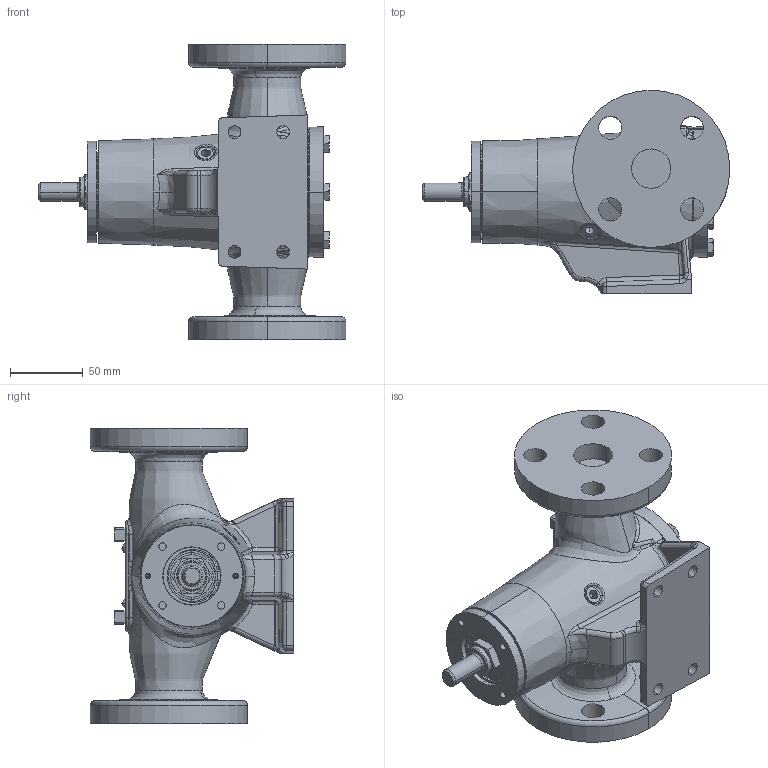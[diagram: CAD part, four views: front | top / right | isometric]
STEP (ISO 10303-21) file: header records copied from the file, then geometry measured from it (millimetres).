
FILE_DESCRIPTION (( 'STEP AP214' ), '1' );
FILE_NAME ('GV-1373.STEP', '2019-05-24T16:31:57', ( '' ), ( '' ), 'SwSTEP 2.0', 'SolidWorks 2018', '' );
FILE_SCHEMA (( 'AUTOMOTIVE_DESIGN' ));
Length unit declared in the file: inch
Products named in the file (1): GV-1373
Bounding box: 211.2 x 139.57 x 203.2 mm (x, y, z)
Volume: 1386250.9 mm3; surface area: 137094.8 mm2
Topology: 1 solids, 1 shells, 701 faces, 1936 edges, 1351 vertices
Faces by surface type: plane 288, cylinder 153, cone 124, bspline 103, sphere 18, torus 15
Entity records: 49011 total; most frequent: CARTESIAN_POINT 25489, ORIENTED_EDGE 3856, DIRECTION 3117, EDGE_CURVE 1928, VERTEX_POINT 1351, AXIS2_PLACEMENT_3D 1135, EDGE_LOOP 855, VECTOR 847
